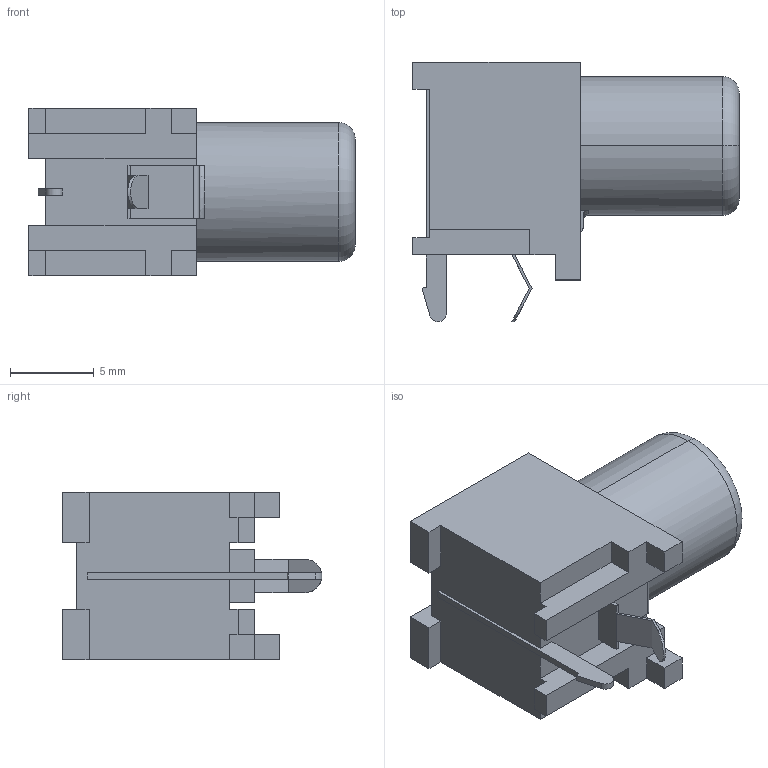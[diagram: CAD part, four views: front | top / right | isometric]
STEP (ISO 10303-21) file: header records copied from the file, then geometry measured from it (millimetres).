
FILE_DESCRIPTION (( 'STEP AP214' ), '1' );
FILE_NAME ('CUI-$PARTNUMBER.STEP', '2010-04-29T22:39:02', ( 'sysAdmin' ), ( 'SolidWorks' ), 'SwSTEP 2.0', 'SolidWorks 2010', '' );
FILE_SCHEMA (( 'AUTOMOTIVE_DESIGN' ));
Length unit declared in the file: millimetre
Products named in the file (1): CUI-$PARTNUMBER
Bounding box: 19.5 x 15.5 x 10 mm (x, y, z)
Volume: 1371.1 mm3; surface area: 1074.7 mm2
Topology: 1 solids, 1 shells, 71 faces, 194 edges, 127 vertices
Faces by surface type: plane 59, cylinder 9, torus 3
Entity records: 2608 total; most frequent: CARTESIAN_POINT 409, ORIENTED_EDGE 388, DIRECTION 358, EDGE_CURVE 194, VECTOR 166, LINE 166, VERTEX_POINT 127, AXIS2_PLACEMENT_3D 96
